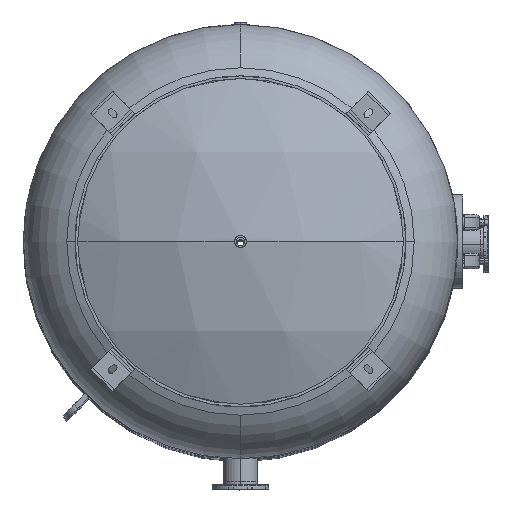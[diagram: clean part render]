
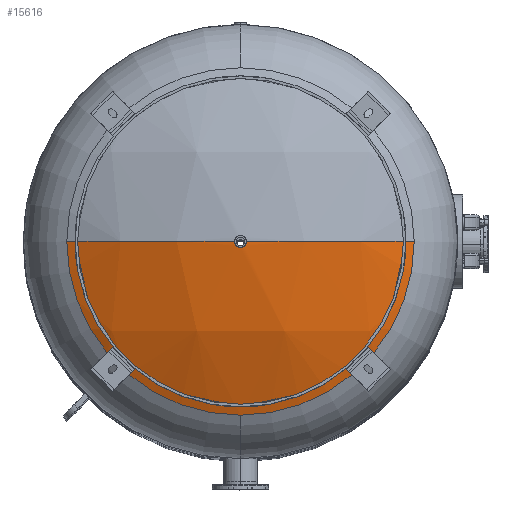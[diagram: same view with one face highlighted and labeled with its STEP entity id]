
A CAD part, top view. The second image highlights one B-rep face of the part: STEP entity #15616.
In plain terms, the highlighted spherical face has radius 1920.24 mm.
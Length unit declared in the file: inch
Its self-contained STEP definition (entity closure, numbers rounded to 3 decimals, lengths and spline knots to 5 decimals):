
#421 = EDGE_LOOP ( 'NONE', ( #17120, #17100, #17070, #17228, #17023 ) ) ;
#572 = CARTESIAN_POINT ( 'NONE',  ( 0., 0., 70.99067 ) ) ;
#638 = DIRECTION ( 'NONE',  ( -1., 0., 0. ) ) ;
#684 = DIRECTION ( 'NONE',  ( 0., 0., 1. ) ) ;
#1767 = CARTESIAN_POINT ( 'NONE',  ( 0., 0., -4.6 ) ) ;
#1786 = DIRECTION ( 'NONE',  ( 0., 0., 1. ) ) ;
#1840 = DIRECTION ( 'NONE',  ( 0., 1., 0. ) ) ;
#2371 = VERTEX_POINT ( 'NONE', #9897 ) ;
#2387 = VERTEX_POINT ( 'NONE', #9958 ) ;
#2508 = VERTEX_POINT ( 'NONE', #9549 ) ;
#2596 = VERTEX_POINT ( 'NONE', #9233 ) ;
#3682 = DIRECTION ( 'NONE',  ( 0., -1., 0. ) ) ;
#3684 = CARTESIAN_POINT ( 'NONE',  ( 0., 0., -4.6 ) ) ;
#3687 = DIRECTION ( 'NONE',  ( 1., 0., 0. ) ) ;
#4598 = DIRECTION ( 'NONE',  ( 0., 1., 0. ) ) ;
#4630 = DIRECTION ( 'NONE',  ( 0., 0., -1. ) ) ;
#4674 = CARTESIAN_POINT ( 'NONE',  ( 0., 0., 63.12297 ) ) ;
#5224 = VERTEX_POINT ( 'NONE', #9403 ) ;
#5644 = EDGE_CURVE ( 'NONE', #2371, #5224, #11592, .T. ) ;
#5802 = EDGE_CURVE ( 'NONE', #5224, #2508, #6211, .T. ) ;
#5913 = EDGE_CURVE ( 'NONE', #2596, #2371, #6888, .T. ) ;
#5920 = EDGE_CURVE ( 'NONE', #2508, #2387, #6831, .T. ) ;
#5921 = EDGE_CURVE ( 'NONE', #2596, #2387, #6889, .T. ) ;
#6211 = CIRCLE ( 'NONE', #8278, 33.6 ) ;
#6699 = DIRECTION ( 'NONE',  ( 0., 0., -1. ) ) ;
#6704 = DIRECTION ( 'NONE',  ( 0., 1., 0. ) ) ;
#6705 = CARTESIAN_POINT ( 'NONE',  ( 0., 0., -4.6 ) ) ;
#6718 = CARTESIAN_POINT ( 'NONE',  ( 0., 0., 63.12297 ) ) ;
#6719 = DIRECTION ( 'NONE',  ( 0., -1., 0. ) ) ;
#6726 = DIRECTION ( 'NONE',  ( 1., 0., 0. ) ) ;
#6831 = CIRCLE ( 'NONE', #8349, 33.6 ) ;
#6888 = CIRCLE ( 'NONE', #8341, 1.1875 ) ;
#6889 = CIRCLE ( 'NONE', #8354, 75.6 ) ;
#7890 = AXIS2_PLACEMENT_3D ( 'NONE', #3684, #3682, #3687 ) ;
#8223 = AXIS2_PLACEMENT_3D ( 'NONE', #1767, #1840, #1786 ) ;
#8278 = AXIS2_PLACEMENT_3D ( 'NONE', #4674, #4630, #4598 ) ;
#8341 = AXIS2_PLACEMENT_3D ( 'NONE', #572, #684, #638 ) ;
#8349 = AXIS2_PLACEMENT_3D ( 'NONE', #6718, #6699, #6704 ) ;
#8354 = AXIS2_PLACEMENT_3D ( 'NONE', #6705, #6719, #6726 ) ;
#9233 = CARTESIAN_POINT ( 'NONE',  ( -1.1875, 0., 70.99067 ) ) ;
#9403 = CARTESIAN_POINT ( 'NONE',  ( 33.6, 0., 63.12297 ) ) ;
#9549 = CARTESIAN_POINT ( 'NONE',  ( 0., -33.6, 63.12297 ) ) ;
#9897 = CARTESIAN_POINT ( 'NONE',  ( 1.1875, 0., 70.99067 ) ) ;
#9958 = CARTESIAN_POINT ( 'NONE',  ( -33.6, 0., 63.12297 ) ) ;
#11592 = CIRCLE ( 'NONE', #8223, 75.6 ) ;
#12469 = FACE_OUTER_BOUND ( 'NONE', #421, .T. ) ;
#12473 = SPHERICAL_SURFACE ( 'NONE', #7890, 75.6 ) ;
#15616 = ADVANCED_FACE ( 'NONE', ( #12469 ), #12473, .T. ) ;
#17023 = ORIENTED_EDGE ( 'NONE', *, *, #5644, .F. ) ;
#17070 = ORIENTED_EDGE ( 'NONE', *, *, #5920, .F. ) ;
#17100 = ORIENTED_EDGE ( 'NONE', *, *, #5921, .T. ) ;
#17120 = ORIENTED_EDGE ( 'NONE', *, *, #5913, .F. ) ;
#17228 = ORIENTED_EDGE ( 'NONE', *, *, #5802, .F. ) ;
